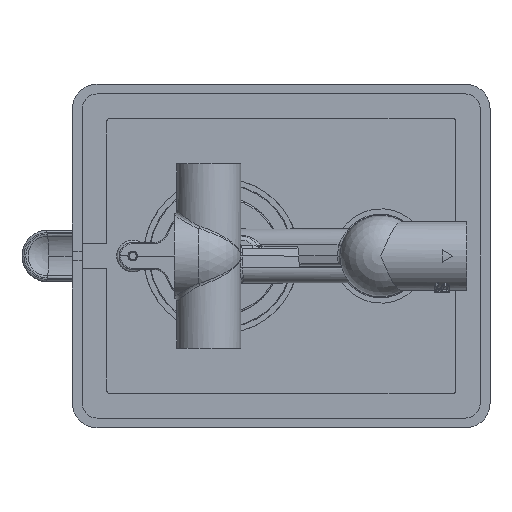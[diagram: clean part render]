
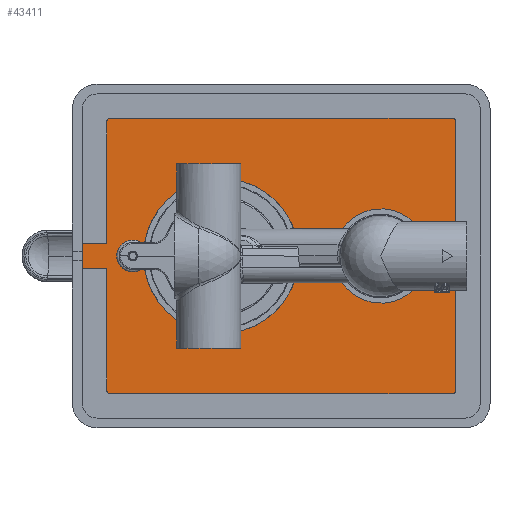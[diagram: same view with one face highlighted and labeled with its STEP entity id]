
A CAD part, front view. The second image highlights one B-rep face of the part: STEP entity #43411.
In plain terms, the highlighted planar face has unit normal (0, -1, 0).
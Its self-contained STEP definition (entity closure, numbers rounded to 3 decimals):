
#41434=CARTESIAN_POINT('',(0.,4.,-40.5));
#41435=DIRECTION('',(0.,-1.,0.));
#41436=DIRECTION('',(0.311,0.,-0.951));
#41437=AXIS2_PLACEMENT_3D('',#41434,#41435,#41436);
#41439=DIRECTION('',(-0.423,0.,0.906));
#41440=VECTOR('',#41439,1.1);
#41441=CARTESIAN_POINT('',(7.9,4.,-57.442));
#41442=LINE('',#41441,#41440);
#41443=DIRECTION('',(-0.423,0.,-0.906));
#41444=VECTOR('',#41443,1.1);
#41445=CARTESIAN_POINT('',(-7.435,4.,-56.445));
#41446=LINE('',#41445,#41444);
#41447=CARTESIAN_POINT('',(0.,4.,-40.5));
#41448=DIRECTION('',(0.,-1.,0.));
#41449=DIRECTION('',(-0.448,0.,-0.894));
#41450=AXIS2_PLACEMENT_3D('',#41447,#41448,#41449);
#41452=CARTESIAN_POINT('',(0.,4.,-60.5));
#41453=DIRECTION('',(0.,1.,0.));
#41454=DIRECTION('',(-0.959,0.,0.283));
#41455=AXIS2_PLACEMENT_3D('',#41452,#41453,#41454);
#41457=CARTESIAN_POINT('',(-60.,4.,75.));
#41458=DIRECTION('',(0.,-1.,0.));
#41459=DIRECTION('',(0.,0.,1.));
#41460=AXIS2_PLACEMENT_3D('',#41457,#41458,#41459);
#41462=DIRECTION('',(-1.,0.,0.));
#41463=VECTOR('',#41462,120.);
#41464=CARTESIAN_POINT('',(60.,4.,81.));
#41465=LINE('',#41464,#41463);
#41466=CARTESIAN_POINT('',(60.,4.,75.));
#41467=DIRECTION('',(0.,-1.,0.));
#41468=DIRECTION('',(1.,0.,0.));
#41469=AXIS2_PLACEMENT_3D('',#41466,#41467,#41468);
#41471=DIRECTION('',(0.,0.,1.));
#41472=VECTOR('',#41471,150.);
#41473=CARTESIAN_POINT('',(66.,4.,-75.));
#41474=LINE('',#41473,#41472);
#41475=CARTESIAN_POINT('',(60.,4.,-75.));
#41476=DIRECTION('',(0.,-1.,0.));
#41477=DIRECTION('',(0.,0.,-1.));
#41478=AXIS2_PLACEMENT_3D('',#41475,#41476,#41477);
#41480=DIRECTION('',(1.,0.,0.));
#41481=VECTOR('',#41480,120.);
#41482=CARTESIAN_POINT('',(-60.,4.,-81.));
#41483=LINE('',#41482,#41481);
#41484=CARTESIAN_POINT('',(-60.,4.,-75.));
#41485=DIRECTION('',(0.,-1.,0.));
#41486=DIRECTION('',(-1.,0.,0.));
#41487=AXIS2_PLACEMENT_3D('',#41484,#41485,#41486);
#41489=DIRECTION('',(0.,0.,-1.));
#41490=VECTOR('',#41489,150.);
#41491=CARTESIAN_POINT('',(-66.,4.,75.));
#41492=LINE('',#41491,#41490);
#41498=CARTESIAN_POINT('',(0.,4.,60.5));
#41499=DIRECTION('',(0.,1.,0.));
#41500=DIRECTION('',(-0.688,0.,-0.726));
#41501=AXIS2_PLACEMENT_3D('',#41498,#41499,#41500);
#41878=CARTESIAN_POINT('',(0.,4.,-60.5));
#41879=DIRECTION('',(0.,1.,0.));
#41880=DIRECTION('',(0.817,0.,0.576));
#41881=AXIS2_PLACEMENT_3D('',#41878,#41879,#41880);
#41985=CARTESIAN_POINT('',(7.888,4.,-56.233));
#41986=DIRECTION('',(0.,1.,0.));
#41987=DIRECTION('',(-0.906,0.,-0.423));
#41988=AXIS2_PLACEMENT_3D('',#41985,#41986,#41987);
#42042=CARTESIAN_POINT('',(-7.888,4.,-56.233));
#42043=DIRECTION('',(0.,1.,0.));
#42044=DIRECTION('',(0.448,0.,0.894));
#42045=AXIS2_PLACEMENT_3D('',#42042,#42043,#42044);
#42059=CARTESIAN_POINT('',(-8.353,4.,-57.231));
#42060=DIRECTION('',(0.,1.,0.));
#42061=DIRECTION('',(0.906,0.,-0.423));
#42062=AXIS2_PLACEMENT_3D('',#42059,#42060,#42061);
#42073=CARTESIAN_POINT('',(0.,4.,-40.5));
#42074=DIRECTION('',(0.,1.,0.));
#42075=DIRECTION('',(-0.447,0.,-0.895));
#42076=AXIS2_PLACEMENT_3D('',#42073,#42074,#42075);
#42082=CARTESIAN_POINT('',(8.353,4.,-57.231));
#42083=DIRECTION('',(0.,1.,0.));
#42084=DIRECTION('',(0.447,0.,-0.895));
#42085=AXIS2_PLACEMENT_3D('',#42082,#42083,#42084);
#42857=CARTESIAN_POINT('',(0.,4.,24.5));
#42858=DIRECTION('',(0.,1.,0.));
#42859=DIRECTION('',(0.141,0.,0.99));
#42860=AXIS2_PLACEMENT_3D('',#42857,#42858,#42859);
#42908=CARTESIAN_POINT('',(8.577,4.,-57.678));
#42909=CARTESIAN_POINT('',(7.9,4.,-57.442));
#42910=VERTEX_POINT('',#42908);
#42911=VERTEX_POINT('',#42909);
#42912=CARTESIAN_POINT('',(-7.9,4.,-57.442));
#42913=CARTESIAN_POINT('',(-8.577,4.,-57.678));
#42914=VERTEX_POINT('',#42912);
#42915=VERTEX_POINT('',#42913);
#42924=CARTESIAN_POINT('',(7.435,4.,-56.445));
#42926=VERTEX_POINT('',#42924);
#42931=CARTESIAN_POINT('',(-7.435,4.,-56.445));
#42933=VERTEX_POINT('',#42931);
#42941=CARTESIAN_POINT('',(-6.234,4.,-58.66));
#42942=VERTEX_POINT('',#42941);
#43131=CARTESIAN_POINT('',(5.312,4.,-56.754));
#43132=CARTESIAN_POINT('',(7.664,4.,-55.786));
#43133=VERTEX_POINT('',#43131);
#43134=VERTEX_POINT('',#43132);
#43135=CARTESIAN_POINT('',(-7.664,4.,-55.786));
#43136=CARTESIAN_POINT('',(-5.312,4.,-56.754));
#43137=VERTEX_POINT('',#43135);
#43138=VERTEX_POINT('',#43136);
#43183=CARTESIAN_POINT('',(-4.471,4.,55.782));
#43184=CARTESIAN_POINT('',(4.471,4.,55.782));
#43185=VERTEX_POINT('',#43183);
#43186=VERTEX_POINT('',#43184);
#43211=CARTESIAN_POINT('',(-60.,4.,81.));
#43212=CARTESIAN_POINT('',(-66.,4.,75.));
#43213=VERTEX_POINT('',#43211);
#43214=VERTEX_POINT('',#43212);
#43219=CARTESIAN_POINT('',(-66.,4.,-75.));
#43220=VERTEX_POINT('',#43219);
#43221=CARTESIAN_POINT('',(60.,4.,81.));
#43222=VERTEX_POINT('',#43221);
#43225=CARTESIAN_POINT('',(-60.,4.,-81.));
#43226=VERTEX_POINT('',#43225);
#43229=CARTESIAN_POINT('',(60.,4.,-81.));
#43230=CARTESIAN_POINT('',(66.,4.,-75.));
#43231=VERTEX_POINT('',#43229);
#43232=VERTEX_POINT('',#43230);
#43237=CARTESIAN_POINT('',(66.,4.,75.));
#43238=VERTEX_POINT('',#43237);
#43360=CARTESIAN_POINT('',(0.,4.,0.));
#43361=DIRECTION('',(0.,-1.,0.));
#43362=DIRECTION('',(1.,0.,0.));
#43363=AXIS2_PLACEMENT_3D('',#43360,#43361,#43362);
#43364=PLANE('',#43363);
#43365=ORIENTED_EDGE('',*,*,#43351,.F.);
#43367=ORIENTED_EDGE('',*,*,#43366,.F.);
#43369=ORIENTED_EDGE('',*,*,#43368,.F.);
#43371=ORIENTED_EDGE('',*,*,#43370,.F.);
#43373=ORIENTED_EDGE('',*,*,#43372,.F.);
#43375=ORIENTED_EDGE('',*,*,#43374,.F.);
#43377=ORIENTED_EDGE('',*,*,#43376,.F.);
#43378=ORIENTED_EDGE('',*,*,#43338,.F.);
#43379=EDGE_LOOP('',(#43365,#43367,#43369,#43371,#43373,#43375,#43377,#43378));
#43380=FACE_OUTER_BOUND('',#43379,.F.);
#43382=ORIENTED_EDGE('',*,*,#43381,.T.);
#43384=ORIENTED_EDGE('',*,*,#43383,.F.);
#43386=ORIENTED_EDGE('',*,*,#43385,.F.);
#43388=ORIENTED_EDGE('',*,*,#43387,.F.);
#43390=ORIENTED_EDGE('',*,*,#43389,.F.);
#43392=ORIENTED_EDGE('',*,*,#43391,.F.);
#43394=ORIENTED_EDGE('',*,*,#43393,.F.);
#43396=ORIENTED_EDGE('',*,*,#43395,.F.);
#43398=ORIENTED_EDGE('',*,*,#43397,.T.);
#43400=ORIENTED_EDGE('',*,*,#43399,.F.);
#43402=ORIENTED_EDGE('',*,*,#43401,.F.);
#43403=EDGE_LOOP('',(#43382,#43384,#43386,#43388,#43390,#43392,#43394,#43396,
#43398,#43400,#43402));
#43404=FACE_BOUND('',#43403,.F.);
#43406=ORIENTED_EDGE('',*,*,#43405,.F.);
#43408=ORIENTED_EDGE('',*,*,#43407,.F.);
#43409=EDGE_LOOP('',(#43406,#43408));
#43410=FACE_BOUND('',#43409,.F.);
#43411=ADVANCED_FACE('',(#43380,#43404,#43410),#43364,.T.);
#41438=CIRCLE('',#41437,17.1);
#41451=CIRCLE('',#41450,17.1);
#41456=CIRCLE('',#41455,6.5);
#41461=CIRCLE('',#41460,6.);
#41470=CIRCLE('',#41469,6.);
#41479=CIRCLE('',#41478,6.);
#41488=CIRCLE('',#41487,6.);
#41502=CIRCLE('',#41501,6.5);
#41882=CIRCLE('',#41881,6.5);
#41989=CIRCLE('',#41988,0.5);
#42046=CIRCLE('',#42045,0.5);
#42063=CIRCLE('',#42062,0.5);
#42077=CIRCLE('',#42076,19.2);
#42086=CIRCLE('',#42085,0.5);
#42861=CIRCLE('',#42860,31.6);
#43338=EDGE_CURVE('',#43214,#43220,#41492,.T.);
#43351=EDGE_CURVE('',#43213,#43214,#41461,.T.);
#43366=EDGE_CURVE('',#43222,#43213,#41465,.T.);
#43368=EDGE_CURVE('',#43238,#43222,#41470,.T.);
#43370=EDGE_CURVE('',#43232,#43238,#41474,.T.);
#43372=EDGE_CURVE('',#43231,#43232,#41479,.T.);
#43374=EDGE_CURVE('',#43226,#43231,#41483,.T.);
#43376=EDGE_CURVE('',#43220,#43226,#41488,.T.);
#43381=EDGE_CURVE('',#43133,#43134,#41438,.T.);
#43383=EDGE_CURVE('',#42926,#43134,#41989,.T.);
#43385=EDGE_CURVE('',#42911,#42926,#41442,.T.);
#43387=EDGE_CURVE('',#42910,#42911,#42086,.T.);
#43389=EDGE_CURVE('',#42915,#42910,#42077,.T.);
#43391=EDGE_CURVE('',#42914,#42915,#42063,.T.);
#43393=EDGE_CURVE('',#42933,#42914,#41446,.T.);
#43395=EDGE_CURVE('',#43137,#42933,#42046,.T.);
#43397=EDGE_CURVE('',#43137,#43138,#41451,.T.);
#43399=EDGE_CURVE('',#42942,#43138,#41456,.T.);
#43401=EDGE_CURVE('',#43133,#42942,#41882,.T.);
#43405=EDGE_CURVE('',#43185,#43186,#41502,.T.);
#43407=EDGE_CURVE('',#43186,#43185,#42861,.T.);
